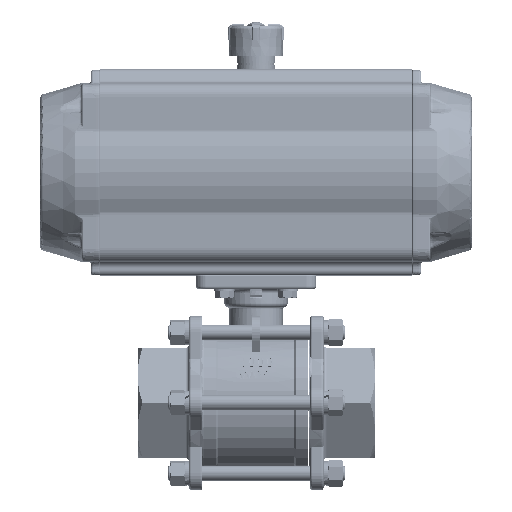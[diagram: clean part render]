
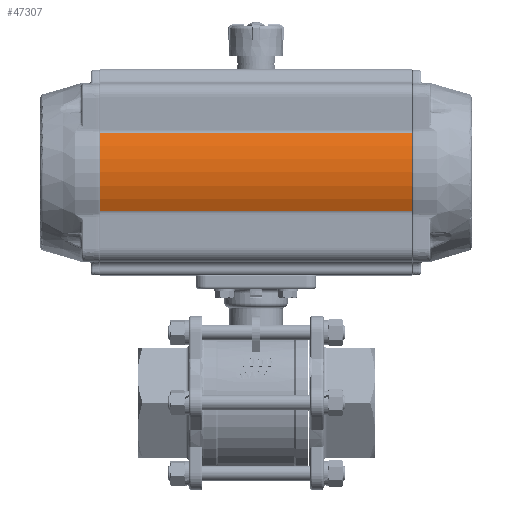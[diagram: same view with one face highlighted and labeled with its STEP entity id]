
A CAD part, top view. The second image highlights one B-rep face of the part: STEP entity #47307.
In plain terms, the highlighted cylindrical face has radius 68.7 mm (diameter 137.4 mm), a partial arc.
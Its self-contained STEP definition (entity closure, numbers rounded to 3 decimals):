
#5357=LINE('',#91908,#7905);
#5358=LINE('',#91918,#7906);
#7905=VECTOR('',#57783,1000.);
#7906=VECTOR('',#57794,1000.);
#10012=CYLINDRICAL_SURFACE('',#51206,68.7);
#14143=ORIENTED_EDGE('',*,*,#26895,.F.);
#14144=ORIENTED_EDGE('',*,*,#26892,.T.);
#14145=ORIENTED_EDGE('',*,*,#26896,.T.);
#14146=ORIENTED_EDGE('',*,*,#26897,.T.);
#26892=EDGE_CURVE('',#33496,#33497,#5357,.T.);
#26895=EDGE_CURVE('',#33496,#33498,#37533,.T.);
#26896=EDGE_CURVE('',#33497,#33499,#37534,.T.);
#26897=EDGE_CURVE('',#33499,#33498,#5358,.T.);
#33496=VERTEX_POINT('',#91909);
#33497=VERTEX_POINT('',#91910);
#33498=VERTEX_POINT('',#91915);
#33499=VERTEX_POINT('',#91917);
#37533=CIRCLE('',#51207,68.7);
#37534=CIRCLE('',#51208,68.7);
#39997=EDGE_LOOP('',(#14143,#14144,#14145,#14146));
#43480=FACE_BOUND('',#39997,.T.);
#47307=ADVANCED_FACE('',(#43480),#10012,.T.);
#51206=AXIS2_PLACEMENT_3D('',#91913,#57788,#57789);
#51207=AXIS2_PLACEMENT_3D('',#91914,#57790,#57791);
#51208=AXIS2_PLACEMENT_3D('',#91916,#57792,#57793);
#57783=DIRECTION('',(0.,0.,-1.));
#57788=DIRECTION('',(0.,0.,1.));
#57789=DIRECTION('',(1.,0.,0.));
#57790=DIRECTION('',(0.,0.,1.));
#57791=DIRECTION('',(1.,0.,0.));
#57792=DIRECTION('',(0.,0.,1.));
#57793=DIRECTION('',(1.,0.,0.));
#57794=DIRECTION('',(0.,0.,1.));
#91908=CARTESIAN_POINT('',(-61.618,30.379,0.));
#91909=CARTESIAN_POINT('',(-61.618,30.379,244.));
#91910=CARTESIAN_POINT('',(-61.618,30.379,0.));
#91913=CARTESIAN_POINT('',(0.,0.,0.));
#91914=CARTESIAN_POINT('',(0.,0.,244.));
#91915=CARTESIAN_POINT('',(-61.618,-30.379,244.));
#91916=CARTESIAN_POINT('',(0.,0.,0.));
#91917=CARTESIAN_POINT('',(-61.618,-30.379,0.));
#91918=CARTESIAN_POINT('',(-61.618,-30.379,0.));
